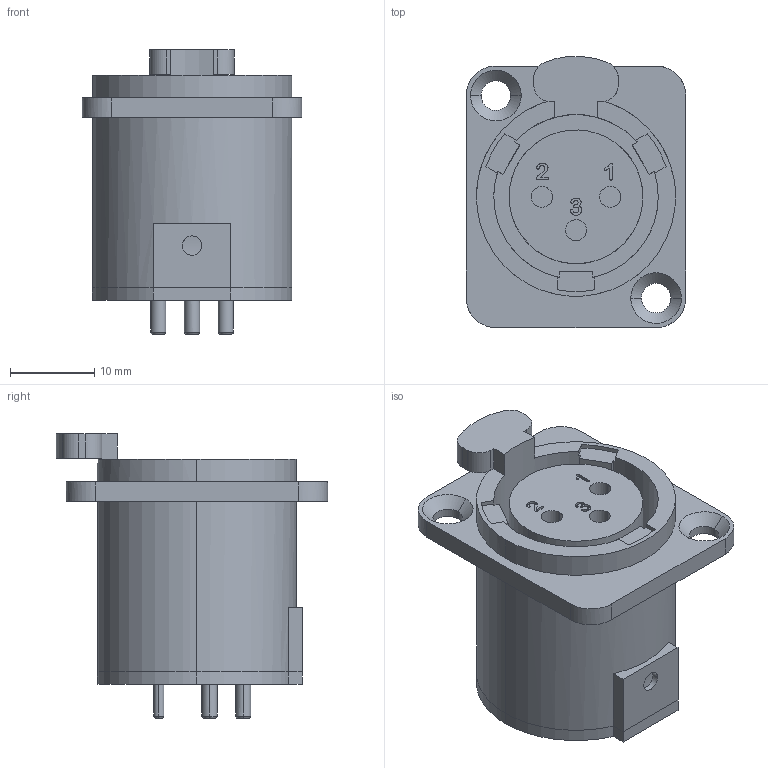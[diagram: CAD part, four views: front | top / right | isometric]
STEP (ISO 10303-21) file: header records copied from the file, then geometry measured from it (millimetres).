
FILE_DESCRIPTION(/* description */ (''),/* implementation_level */ '2;1');
FILE_NAME(/* name */ 'XLR Connector PCB Mount 3 pole, NC3FD-V',/* time_stamp */ '2023-07-06T13:56:24+02:00',/* author */ (''),/* organization */ (''),/* preprocessor_version */ 'ST-DEVELOPER v16.5',/* originating_system */ '',/* authorisation */ '');
FILE_SCHEMA (('AUTOMOTIVE_DESIGN'));
Length unit declared in the file: millimetre
Products named in the file (1): Document
Bounding box: 26 x 32.14 x 33.7 mm (x, y, z)
Surface area: 5754.2 mm2 (no closed solid volume)
Topology: 0 solids, 11 shells, 139 faces, 358 edges, 236 vertices
Faces by surface type: plane 59, cylinder 49, bspline 31
Entity records: 4906 total; most frequent: CARTESIAN_POINT 2482, ORIENTED_EDGE 676, EDGE_CURVE 358, VERTEX_POINT 236, B_SPLINE_CURVE_WITH_KNOTS 216, EDGE_LOOP 158, ADVANCED_FACE 139, FACE_OUTER_BOUND 139
